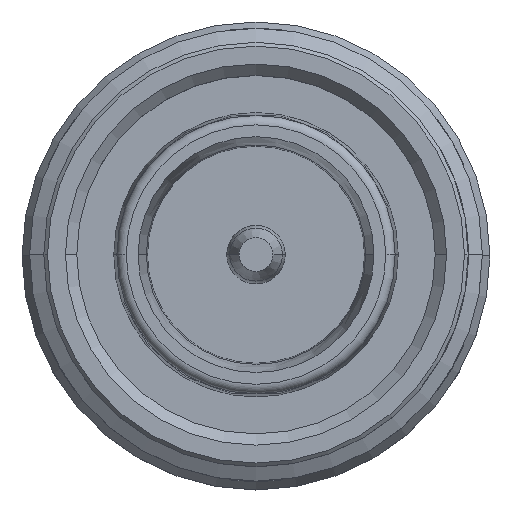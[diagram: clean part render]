
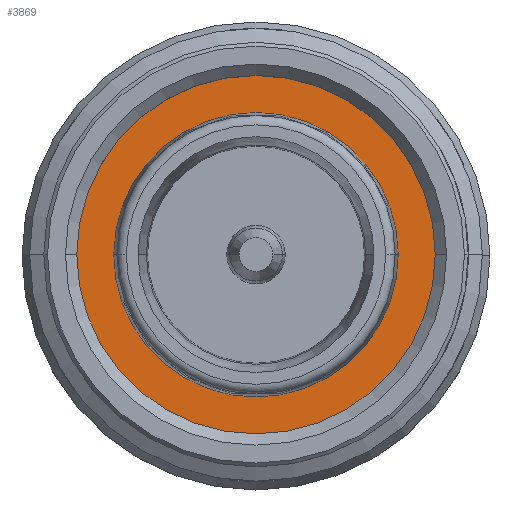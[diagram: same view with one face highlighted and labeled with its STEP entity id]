
A CAD part, top view. The second image highlights one B-rep face of the part: STEP entity #3869.
In plain terms, the highlighted planar face has unit normal (0, 0, 1).
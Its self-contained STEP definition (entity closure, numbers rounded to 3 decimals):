
#331 = VERTEX_POINT ( 'NONE', #11138 ) ;
#422 = FACE_BOUND ( 'NONE', #8629, .T. ) ;
#850 = AXIS2_PLACEMENT_3D ( 'NONE', #18784, #9357, #20354 ) ;
#1465 = DIRECTION ( 'NONE',  ( -1., 0., 0. ) ) ;
#2801 = CARTESIAN_POINT ( 'NONE',  ( 0., 0., -3.971 ) ) ;
#3869 = ADVANCED_FACE ( 'NONE', ( #422, #8859 ), #7807, .F. ) ;
#4398 = DIRECTION ( 'NONE',  ( -1., 0., 0. ) ) ;
#4418 = EDGE_CURVE ( 'NONE', #6421, #15725, #12539, .T. ) ;
#4574 = AXIS2_PLACEMENT_3D ( 'NONE', #2801, #13889, #4398 ) ;
#4895 = DIRECTION ( 'NONE',  ( 0., 0., 1. ) ) ;
#5165 = CARTESIAN_POINT ( 'NONE',  ( 7.54, 0., -3.971 ) ) ;
#5434 = ORIENTED_EDGE ( 'NONE', *, *, #16162, .T. ) ;
#5465 = CARTESIAN_POINT ( 'NONE',  ( 0., 0., -3.971 ) ) ;
#5605 = AXIS2_PLACEMENT_3D ( 'NONE', #9368, #9240, #1465 ) ;
#6421 = VERTEX_POINT ( 'NONE', #8452 ) ;
#6590 = ORIENTED_EDGE ( 'NONE', *, *, #17112, .T. ) ;
#7016 = AXIS2_PLACEMENT_3D ( 'NONE', #5465, #16436, #7043 ) ;
#7043 = DIRECTION ( 'NONE',  ( -1., 0., 0. ) ) ;
#7807 = PLANE ( 'NONE',  #5605 ) ;
#8452 = CARTESIAN_POINT ( 'NONE',  ( 9.5, 0., -3.971 ) ) ;
#8629 = EDGE_LOOP ( 'NONE', ( #6590, #5434 ) ) ;
#8683 = CIRCLE ( 'NONE', #850, 7.54 ) ;
#8859 = FACE_OUTER_BOUND ( 'NONE', #9684, .T. ) ;
#9240 = DIRECTION ( 'NONE',  ( 0., 0., -1. ) ) ;
#9357 = DIRECTION ( 'NONE',  ( 0., 0., -1. ) ) ;
#9368 = CARTESIAN_POINT ( 'NONE',  ( 0., 0., -3.971 ) ) ;
#9684 = EDGE_LOOP ( 'NONE', ( #12876, #14807 ) ) ;
#10743 = VERTEX_POINT ( 'NONE', #5165 ) ;
#11138 = CARTESIAN_POINT ( 'NONE',  ( -7.54, 0., -3.971 ) ) ;
#12156 = CARTESIAN_POINT ( 'NONE',  ( -9.5, 0., -3.971 ) ) ;
#12191 = AXIS2_PLACEMENT_3D ( 'NONE', #14364, #4895, #15923 ) ;
#12462 = CIRCLE ( 'NONE', #7016, 9.5 ) ;
#12491 = CIRCLE ( 'NONE', #4574, 7.54 ) ;
#12539 = CIRCLE ( 'NONE', #12191, 9.5 ) ;
#12876 = ORIENTED_EDGE ( 'NONE', *, *, #4418, .T. ) ;
#13889 = DIRECTION ( 'NONE',  ( 0., 0., -1. ) ) ;
#14364 = CARTESIAN_POINT ( 'NONE',  ( 0., 0., -3.971 ) ) ;
#14665 = EDGE_CURVE ( 'NONE', #15725, #6421, #12462, .T. ) ;
#14807 = ORIENTED_EDGE ( 'NONE', *, *, #14665, .T. ) ;
#15725 = VERTEX_POINT ( 'NONE', #12156 ) ;
#15923 = DIRECTION ( 'NONE',  ( -1., 0., 0. ) ) ;
#16162 = EDGE_CURVE ( 'NONE', #331, #10743, #8683, .T. ) ;
#16436 = DIRECTION ( 'NONE',  ( 0., 0., 1. ) ) ;
#17112 = EDGE_CURVE ( 'NONE', #10743, #331, #12491, .T. ) ;
#18784 = CARTESIAN_POINT ( 'NONE',  ( 0., 0., -3.971 ) ) ;
#20354 = DIRECTION ( 'NONE',  ( -1., 0., 0. ) ) ;
